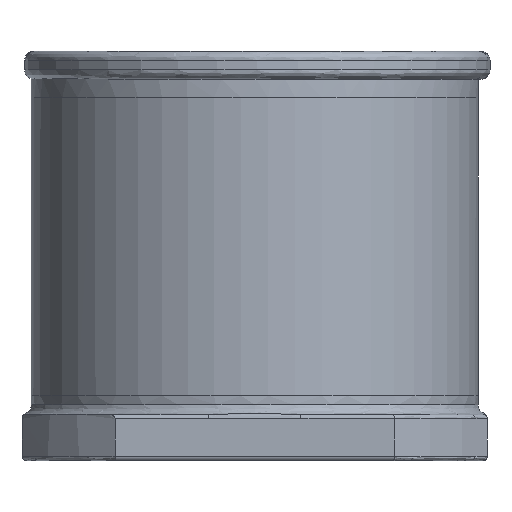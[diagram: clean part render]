
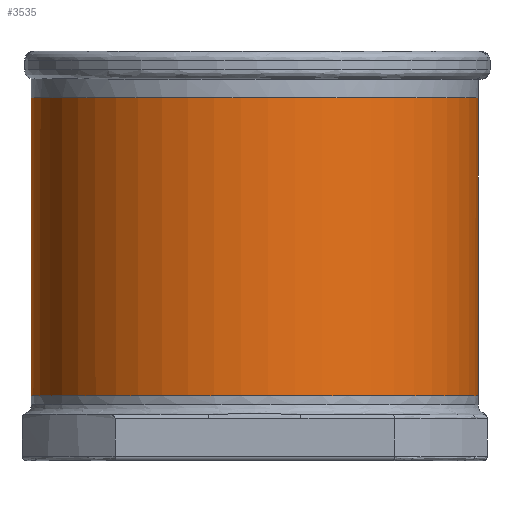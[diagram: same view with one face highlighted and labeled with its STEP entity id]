
A CAD part, front view. The second image highlights one B-rep face of the part: STEP entity #3535.
In plain terms, the highlighted cylindrical face has radius 2.401 mm (diameter 4.801 mm), a partial arc.
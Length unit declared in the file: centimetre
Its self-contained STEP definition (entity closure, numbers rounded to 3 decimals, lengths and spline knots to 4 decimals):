
#66 = CARTESIAN_POINT ( 'NONE',  ( 0.2098, -0.1209, 0.39 ) ) ;
#69 = CARTESIAN_POINT ( 'NONE',  ( 0.192, -0.1475, 0.07 ) ) ;
#75 = CARTESIAN_POINT ( 'NONE',  ( -0.2401, -0.0314, 0.39 ) ) ;
#214 = VERTEX_POINT ( 'NONE', #3358 ) ;
#230 = CARTESIAN_POINT ( 'NONE',  ( -0.0628, -0.2338, 0.07 ) ) ;
#252 = AXIS2_PLACEMENT_3D ( 'NONE', #2733, #480, #890 ) ;
#290 = FACE_OUTER_BOUND ( 'NONE', #2603, .T. ) ;
#342 = CARTESIAN_POINT ( 'NONE',  ( 0.1475, -0.192, 0.39 ) ) ;
#344 = CARTESIAN_POINT ( 'NONE',  ( 0.2338, -0.0628, 0.07 ) ) ;
#414 = ORIENTED_EDGE ( 'NONE', *, *, #2172, .F. ) ;
#474 = DIRECTION ( 'NONE',  ( 0., 0., 1. ) ) ;
#480 = DIRECTION ( 'NONE',  ( 0., 0., 1. ) ) ;
#505 = CARTESIAN_POINT ( 'NONE',  ( 0.0314, -0.2401, 0.07 ) ) ;
#628 = CARTESIAN_POINT ( 'NONE',  ( 0.0628, -0.2338, 0.39 ) ) ;
#630 = CARTESIAN_POINT ( 'NONE',  ( 0.24, 0., 0.07 ) ) ;
#637 = CARTESIAN_POINT ( 'NONE',  ( -0.2401, 0., 0.07 ) ) ;
#640 = B_SPLINE_CURVE_WITH_KNOTS ( 'NONE', 3,
 ( #1175, #2866, #1759, #66, #2044, #342, #2313, #628, #2590, #902, #2875, #1185, #3147, #1479, #3433, #1766, #75, #2060 ),
 .UNSPECIFIED., .F., .F.,
 ( 4, 2, 2, 2, 2, 2, 2, 2, 4 ),
 ( 0., 0.0625, 0.125, 0.1875, 0.25, 0.3125, 0.375, 0.4375, 0.5 ),
 .UNSPECIFIED. ) ;
#772 = EDGE_CURVE ( 'NONE', #2048, #214, #1114, .T. ) ;
#890 = DIRECTION ( 'NONE',  ( 1., 0., 0. ) ) ;
#902 = CARTESIAN_POINT ( 'NONE',  ( -0.0314, -0.2401, 0.39 ) ) ;
#977 = VERTEX_POINT ( 'NONE', #1125 ) ;
#1114 = LINE ( 'NONE', #2166, #3267 ) ;
#1125 = CARTESIAN_POINT ( 'NONE',  ( -0.24, 0., 0.07 ) ) ;
#1127 = ORIENTED_EDGE ( 'NONE', *, *, #772, .T. ) ;
#1159 = B_SPLINE_CURVE_WITH_KNOTS ( 'NONE', 3,
 ( #2461, #2720, #1349, #3310, #1641, #3590, #1926, #230, #2203, #505, #2477, #3425, #1761, #69, #2045, #344, #2315, #630 ),
 .UNSPECIFIED., .F., .F.,
 ( 4, 2, 2, 2, 2, 2, 2, 2, 4 ),
 ( 0.5, 0.5625, 0.625, 0.6875, 0.75, 0.8125, 0.875, 0.9375, 1. ),
 .UNSPECIFIED. ) ;
#1175 = CARTESIAN_POINT ( 'NONE',  ( 0.24, 0., 0.39 ) ) ;
#1185 = CARTESIAN_POINT ( 'NONE',  ( -0.1209, -0.2098, 0.39 ) ) ;
#1349 = CARTESIAN_POINT ( 'NONE',  ( -0.2338, -0.0628, 0.07 ) ) ;
#1376 = VECTOR ( 'NONE', #1495, 100. ) ;
#1413 = EDGE_CURVE ( 'NONE', #977, #2048, #1159, .T. ) ;
#1467 = VERTEX_POINT ( 'NONE', #2878 ) ;
#1479 = CARTESIAN_POINT ( 'NONE',  ( -0.192, -0.1475, 0.39 ) ) ;
#1495 = DIRECTION ( 'NONE',  ( 0., 0., 1. ) ) ;
#1557 = ORIENTED_EDGE ( 'NONE', *, *, #1413, .T. ) ;
#1641 = CARTESIAN_POINT ( 'NONE',  ( -0.192, -0.1475, 0.07 ) ) ;
#1759 = CARTESIAN_POINT ( 'NONE',  ( 0.2338, -0.0628, 0.39 ) ) ;
#1761 = CARTESIAN_POINT ( 'NONE',  ( 0.1475, -0.192, 0.07 ) ) ;
#1766 = CARTESIAN_POINT ( 'NONE',  ( -0.2338, -0.0628, 0.39 ) ) ;
#1851 = ORIENTED_EDGE ( 'NONE', *, *, #3550, .T. ) ;
#1926 = CARTESIAN_POINT ( 'NONE',  ( -0.1209, -0.2098, 0.07 ) ) ;
#2044 = CARTESIAN_POINT ( 'NONE',  ( 0.192, -0.1475, 0.39 ) ) ;
#2045 = CARTESIAN_POINT ( 'NONE',  ( 0.2098, -0.1209, 0.07 ) ) ;
#2048 = VERTEX_POINT ( 'NONE', #2548 ) ;
#2060 = CARTESIAN_POINT ( 'NONE',  ( -0.24, 0., 0.39 ) ) ;
#2166 = CARTESIAN_POINT ( 'NONE',  ( 0.2401, 0., 0.07 ) ) ;
#2172 = EDGE_CURVE ( 'NONE', #977, #1467, #3608, .T. ) ;
#2203 = CARTESIAN_POINT ( 'NONE',  ( -0.0314, -0.24, 0.07 ) ) ;
#2313 = CARTESIAN_POINT ( 'NONE',  ( 0.1209, -0.2098, 0.39 ) ) ;
#2315 = CARTESIAN_POINT ( 'NONE',  ( 0.2401, -0.0314, 0.07 ) ) ;
#2461 = CARTESIAN_POINT ( 'NONE',  ( -0.24, 0., 0.07 ) ) ;
#2477 = CARTESIAN_POINT ( 'NONE',  ( 0.0628, -0.2338, 0.07 ) ) ;
#2548 = CARTESIAN_POINT ( 'NONE',  ( 0.24, 0., 0.07 ) ) ;
#2590 = CARTESIAN_POINT ( 'NONE',  ( 0.0314, -0.2401, 0.39 ) ) ;
#2603 = EDGE_LOOP ( 'NONE', ( #414, #1557, #1127, #1851 ) ) ;
#2720 = CARTESIAN_POINT ( 'NONE',  ( -0.2401, -0.0314, 0.07 ) ) ;
#2733 = CARTESIAN_POINT ( 'NONE',  ( 0., 0., 0.07 ) ) ;
#2866 = CARTESIAN_POINT ( 'NONE',  ( 0.24, -0.0314, 0.39 ) ) ;
#2875 = CARTESIAN_POINT ( 'NONE',  ( -0.0628, -0.2338, 0.39 ) ) ;
#2878 = CARTESIAN_POINT ( 'NONE',  ( -0.24, 0., 0.39 ) ) ;
#3147 = CARTESIAN_POINT ( 'NONE',  ( -0.1475, -0.192, 0.39 ) ) ;
#3267 = VECTOR ( 'NONE', #474, 100. ) ;
#3310 = CARTESIAN_POINT ( 'NONE',  ( -0.2098, -0.1209, 0.07 ) ) ;
#3358 = CARTESIAN_POINT ( 'NONE',  ( 0.24, 0., 0.39 ) ) ;
#3402 = CYLINDRICAL_SURFACE ( 'NONE', #252, 0.2401 ) ;
#3425 = CARTESIAN_POINT ( 'NONE',  ( 0.1209, -0.2098, 0.07 ) ) ;
#3433 = CARTESIAN_POINT ( 'NONE',  ( -0.2098, -0.1209, 0.39 ) ) ;
#3535 = ADVANCED_FACE ( 'NONE', ( #290 ), #3402, .T. ) ;
#3550 = EDGE_CURVE ( 'NONE', #214, #1467, #640, .T. ) ;
#3590 = CARTESIAN_POINT ( 'NONE',  ( -0.1475, -0.192, 0.07 ) ) ;
#3608 = LINE ( 'NONE', #637, #1376 ) ;
